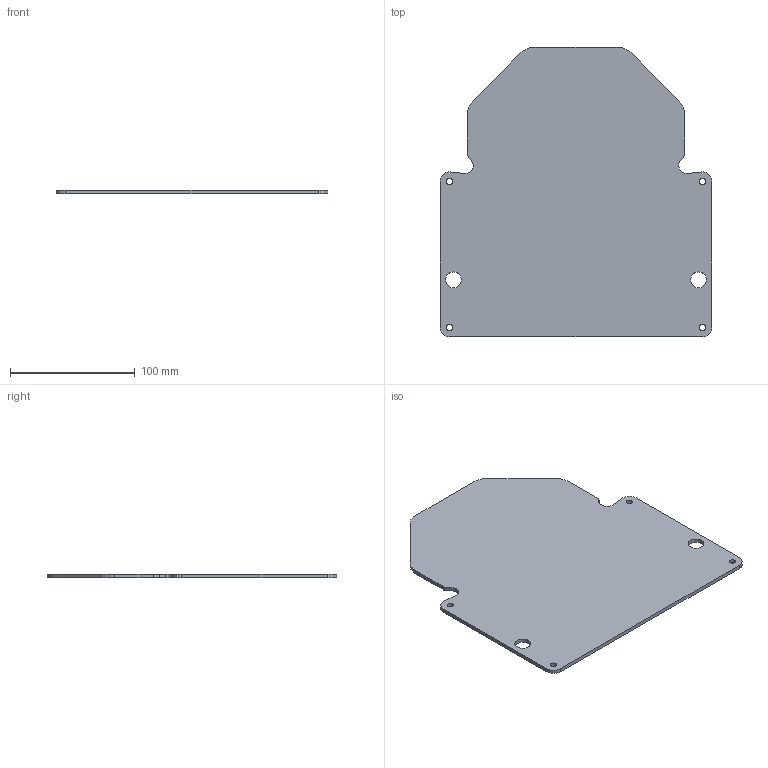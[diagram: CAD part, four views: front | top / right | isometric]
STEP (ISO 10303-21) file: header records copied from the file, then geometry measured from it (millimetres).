
FILE_DESCRIPTION (( 'STEP AP203' ), '1' );
FILE_NAME ('4400-24-P-0108 (1 Pieza).STEP', '2023-08-07T08:51:07', ( '' ), ( '' ), 'SwSTEP 2.0', 'SolidWorks 2022', '' );
FILE_SCHEMA (( 'CONFIG_CONTROL_DESIGN' ));
Length unit declared in the file: inch
Products named in the file (1): 4400-24-P-0108 (1 Pieza)
Bounding box: 217.78 x 232.16 x 3.17 mm (x, y, z)
Volume: 137802.3 mm3; surface area: 89917.2 mm2
Topology: 1 solids, 1 shells, 37 faces, 105 edges, 70 vertices
Faces by surface type: cylinder 25, plane 12
Entity records: 1332 total; most frequent: DIRECTION 231, CARTESIAN_POINT 213, ORIENTED_EDGE 210, EDGE_CURVE 105, AXIS2_PLACEMENT_3D 88, VERTEX_POINT 70, VECTOR 55, LINE 55
